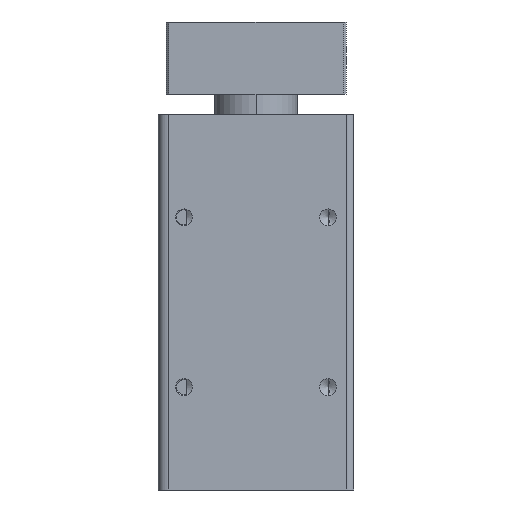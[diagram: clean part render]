
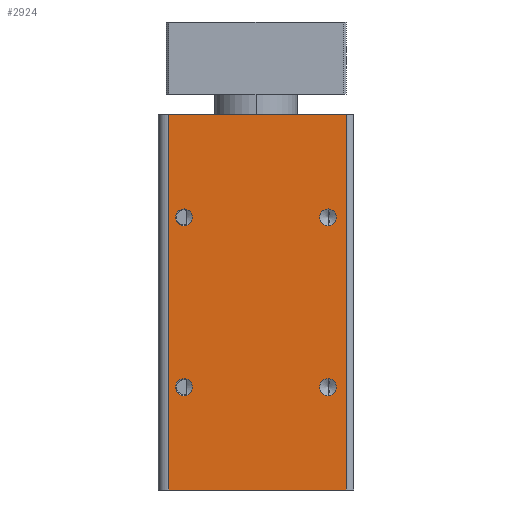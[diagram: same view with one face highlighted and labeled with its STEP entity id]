
A CAD part, left-side view. The second image highlights one B-rep face of the part: STEP entity #2924.
In plain terms, the highlighted planar face has unit normal (-1, 0, 0).
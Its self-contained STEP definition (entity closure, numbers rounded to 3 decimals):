
#27 = VERTEX_POINT ( 'NONE', #3383 ) ;
#1334 = VERTEX_POINT ( 'NONE', #4631 ) ;
#1336 = EDGE_CURVE ( 'NONE', #1334, #1394, #4628, .T. ) ;
#1337 = VERTEX_POINT ( 'NONE', #4689 ) ;
#1361 = VERTEX_POINT ( 'NONE', #4713 ) ;
#1363 = EDGE_CURVE ( 'NONE', #1361, #1364, #4712, .T. ) ;
#1364 = VERTEX_POINT ( 'NONE', #4707 ) ;
#1382 = VERTEX_POINT ( 'NONE', #4739 ) ;
#1393 = EDGE_CURVE ( 'NONE', #1382, #1337, #4763, .T. ) ;
#1394 = VERTEX_POINT ( 'NONE', #4759 ) ;
#1413 = EDGE_CURVE ( 'NONE', #27, #1414, #4854, .T. ) ;
#1414 = VERTEX_POINT ( 'NONE', #4849 ) ;
#2844 = EDGE_LOOP ( 'NONE', ( #2872, #2874 ) ) ;
#2848 = EDGE_CURVE ( 'NONE', #1414, #27, #7094, .T. ) ;
#2849 = ORIENTED_EDGE ( 'NONE', *, *, #1413, .F. ) ;
#2850 = EDGE_LOOP ( 'NONE', ( #2851, #2854, #3007, #2930 ) ) ;
#2851 = ORIENTED_EDGE ( 'NONE', *, *, #2852, .F. ) ;
#2852 = EDGE_CURVE ( 'NONE', #2853, #2917, #7089, .T. ) ;
#2853 = VERTEX_POINT ( 'NONE', #7085 ) ;
#2854 = ORIENTED_EDGE ( 'NONE', *, *, #2855, .F. ) ;
#2855 = EDGE_CURVE ( 'NONE', #2856, #2853, #7084, .T. ) ;
#2856 = VERTEX_POINT ( 'NONE', #7080 ) ;
#2872 = ORIENTED_EDGE ( 'NONE', *, *, #2873, .F. ) ;
#2873 = EDGE_CURVE ( 'NONE', #1337, #1382, #7113, .T. ) ;
#2874 = ORIENTED_EDGE ( 'NONE', *, *, #1393, .F. ) ;
#2875 = EDGE_LOOP ( 'NONE', ( #2876, #2878 ) ) ;
#2876 = ORIENTED_EDGE ( 'NONE', *, *, #2877, .F. ) ;
#2877 = EDGE_CURVE ( 'NONE', #1364, #1361, #7173, .T. ) ;
#2878 = ORIENTED_EDGE ( 'NONE', *, *, #1363, .F. ) ;
#2879 = EDGE_LOOP ( 'NONE', ( #2880, #2882 ) ) ;
#2880 = ORIENTED_EDGE ( 'NONE', *, *, #2881, .F. ) ;
#2881 = EDGE_CURVE ( 'NONE', #1394, #1334, #7168, .T. ) ;
#2882 = ORIENTED_EDGE ( 'NONE', *, *, #1336, .F. ) ;
#2883 = EDGE_LOOP ( 'NONE', ( #2884, #2849 ) ) ;
#2884 = ORIENTED_EDGE ( 'NONE', *, *, #2848, .F. ) ;
#2917 = VERTEX_POINT ( 'NONE', #7233 ) ;
#2919 = EDGE_CURVE ( 'NONE', #2920, #2917, #7232, .T. ) ;
#2920 = VERTEX_POINT ( 'NONE', #7228 ) ;
#2924 = ADVANCED_FACE ( 'NONE', ( #7227, #7221, #7220, #7219, #7218 ), #7217, .T. ) ;
#2930 = ORIENTED_EDGE ( 'NONE', *, *, #2919, .T. ) ;
#3007 = ORIENTED_EDGE ( 'NONE', *, *, #3008, .T. ) ;
#3008 = EDGE_CURVE ( 'NONE', #2856, #2920, #7392, .T. ) ;
#3383 = CARTESIAN_POINT ( 'NONE',  ( -46., 5., -54.65 ) ) ;
#4374 = AXIS2_PLACEMENT_3D ( 'NONE', #4692, #4691, #4690 ) ;
#4628 = CIRCLE ( 'NONE', #4374, 1.65 ) ;
#4631 = CARTESIAN_POINT ( 'NONE',  ( -46., 5., -21.65 ) ) ;
#4689 = CARTESIAN_POINT ( 'NONE',  ( -46., 33., -51.35 ) ) ;
#4690 = DIRECTION ( 'NONE',  ( 0., 0., 1. ) ) ;
#4691 = DIRECTION ( 'NONE',  ( -1., 0., 0. ) ) ;
#4692 = CARTESIAN_POINT ( 'NONE',  ( -46., 5., -20. ) ) ;
#4707 = CARTESIAN_POINT ( 'NONE',  ( -46., 33., -18.35 ) ) ;
#4708 = DIRECTION ( 'NONE',  ( 0., 0., 1. ) ) ;
#4709 = DIRECTION ( 'NONE',  ( -1., 0., 0. ) ) ;
#4710 = CARTESIAN_POINT ( 'NONE',  ( -46., 33., -20. ) ) ;
#4711 = AXIS2_PLACEMENT_3D ( 'NONE', #4710, #4709, #4708 ) ;
#4712 = CIRCLE ( 'NONE', #4711, 1.65 ) ;
#4713 = CARTESIAN_POINT ( 'NONE',  ( -46., 33., -21.65 ) ) ;
#4739 = CARTESIAN_POINT ( 'NONE',  ( -46., 33., -54.65 ) ) ;
#4759 = CARTESIAN_POINT ( 'NONE',  ( -46., 5., -18.35 ) ) ;
#4760 = DIRECTION ( 'NONE',  ( 0., 0., 1. ) ) ;
#4761 = DIRECTION ( 'NONE',  ( -1., 0., 0. ) ) ;
#4762 = AXIS2_PLACEMENT_3D ( 'NONE', #4768, #4761, #4760 ) ;
#4763 = CIRCLE ( 'NONE', #4762, 1.65 ) ;
#4768 = CARTESIAN_POINT ( 'NONE',  ( -46., 33., -53. ) ) ;
#4849 = CARTESIAN_POINT ( 'NONE',  ( -46., 5., -51.35 ) ) ;
#4850 = DIRECTION ( 'NONE',  ( 0., 0., 1. ) ) ;
#4851 = DIRECTION ( 'NONE',  ( -1., 0., 0. ) ) ;
#4852 = CARTESIAN_POINT ( 'NONE',  ( -46., 5., -53. ) ) ;
#4853 = AXIS2_PLACEMENT_3D ( 'NONE', #4852, #4851, #4850 ) ;
#4854 = CIRCLE ( 'NONE', #4853, 1.65 ) ;
#7080 = CARTESIAN_POINT ( 'NONE',  ( -46., 36., -73. ) ) ;
#7081 = DIRECTION ( 'NONE',  ( 0., 0., 1. ) ) ;
#7082 = VECTOR ( 'NONE', #7081, 1000. ) ;
#7083 = CARTESIAN_POINT ( 'NONE',  ( -46., 36., -73. ) ) ;
#7084 = LINE ( 'NONE', #7083, #7082 ) ;
#7085 = CARTESIAN_POINT ( 'NONE',  ( -46., 36., 0. ) ) ;
#7086 = DIRECTION ( 'NONE',  ( 0., -1., 0. ) ) ;
#7087 = VECTOR ( 'NONE', #7086, 1000. ) ;
#7088 = CARTESIAN_POINT ( 'NONE',  ( -46., 36., 0. ) ) ;
#7089 = LINE ( 'NONE', #7088, #7087 ) ;
#7090 = DIRECTION ( 'NONE',  ( 0., 0., 1. ) ) ;
#7091 = DIRECTION ( 'NONE',  ( -1., 0., 0. ) ) ;
#7092 = CARTESIAN_POINT ( 'NONE',  ( -46., 5., -53. ) ) ;
#7093 = AXIS2_PLACEMENT_3D ( 'NONE', #7092, #7091, #7090 ) ;
#7094 = CIRCLE ( 'NONE', #7093, 1.65 ) ;
#7113 = CIRCLE ( 'NONE', #7177, 1.65 ) ;
#7164 = DIRECTION ( 'NONE',  ( 0., 0., 1. ) ) ;
#7165 = DIRECTION ( 'NONE',  ( -1., 0., 0. ) ) ;
#7166 = CARTESIAN_POINT ( 'NONE',  ( -46., 5., -20. ) ) ;
#7167 = AXIS2_PLACEMENT_3D ( 'NONE', #7166, #7165, #7164 ) ;
#7168 = CIRCLE ( 'NONE', #7167, 1.65 ) ;
#7169 = DIRECTION ( 'NONE',  ( 0., 0., 1. ) ) ;
#7170 = DIRECTION ( 'NONE',  ( -1., 0., 0. ) ) ;
#7171 = CARTESIAN_POINT ( 'NONE',  ( -46., 33., -20. ) ) ;
#7172 = AXIS2_PLACEMENT_3D ( 'NONE', #7171, #7170, #7169 ) ;
#7173 = CIRCLE ( 'NONE', #7172, 1.65 ) ;
#7174 = DIRECTION ( 'NONE',  ( 0., 0., 1. ) ) ;
#7175 = DIRECTION ( 'NONE',  ( -1., 0., 0. ) ) ;
#7176 = CARTESIAN_POINT ( 'NONE',  ( -46., 33., -53. ) ) ;
#7177 = AXIS2_PLACEMENT_3D ( 'NONE', #7176, #7175, #7174 ) ;
#7213 = DIRECTION ( 'NONE',  ( 0., 0., 1. ) ) ;
#7214 = DIRECTION ( 'NONE',  ( -1., 0., 0. ) ) ;
#7215 = CARTESIAN_POINT ( 'NONE',  ( -46., 36., -73. ) ) ;
#7216 = AXIS2_PLACEMENT_3D ( 'NONE', #7215, #7214, #7213 ) ;
#7217 = PLANE ( 'NONE',  #7216 ) ;
#7218 = FACE_OUTER_BOUND ( 'NONE', #2850, .T. ) ;
#7219 = FACE_BOUND ( 'NONE', #2883, .T. ) ;
#7220 = FACE_BOUND ( 'NONE', #2879, .T. ) ;
#7221 = FACE_BOUND ( 'NONE', #2875, .T. ) ;
#7227 = FACE_BOUND ( 'NONE', #2844, .T. ) ;
#7228 = CARTESIAN_POINT ( 'NONE',  ( -46., 1.5, -73. ) ) ;
#7229 = DIRECTION ( 'NONE',  ( 0., 0., 1. ) ) ;
#7230 = VECTOR ( 'NONE', #7229, 1000. ) ;
#7231 = CARTESIAN_POINT ( 'NONE',  ( -46., 1.5, -73. ) ) ;
#7232 = LINE ( 'NONE', #7231, #7230 ) ;
#7233 = CARTESIAN_POINT ( 'NONE',  ( -46., 1.5, 0. ) ) ;
#7389 = DIRECTION ( 'NONE',  ( 0., -1., 0. ) ) ;
#7390 = VECTOR ( 'NONE', #7389, 1000. ) ;
#7391 = CARTESIAN_POINT ( 'NONE',  ( -46., 36., -73. ) ) ;
#7392 = LINE ( 'NONE', #7391, #7390 ) ;
